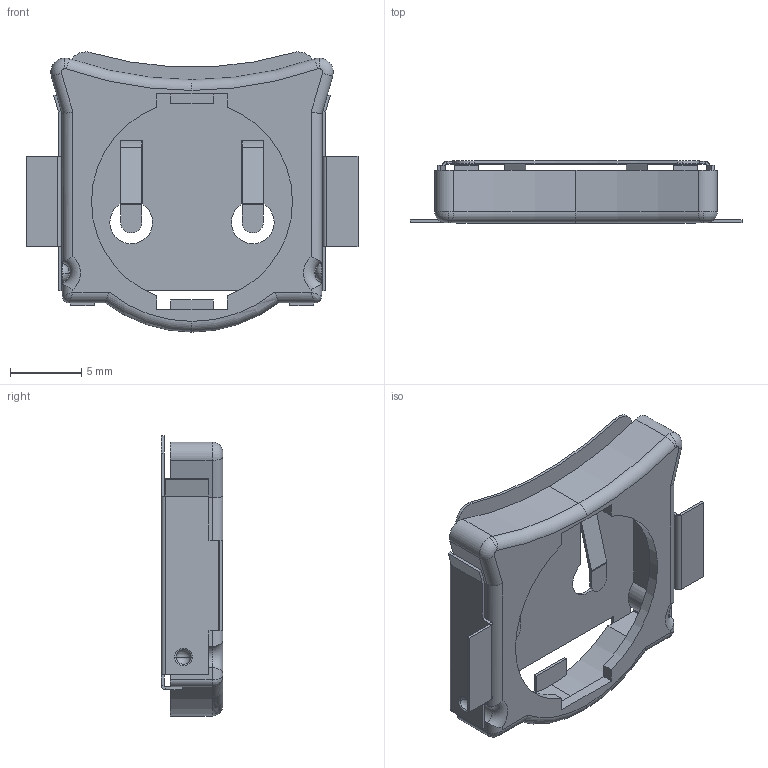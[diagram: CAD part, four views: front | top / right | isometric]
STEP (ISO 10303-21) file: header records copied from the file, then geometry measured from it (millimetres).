
FILE_DESCRIPTION (( 'STEP AP214' ), '1' );
FILE_NAME ('BHX1-1632-SM.STEP', '2020-01-09T08:42:55', ( '' ), ( '' ), 'SwSTEP 2.0', 'SolidWorks 2017', '' );
FILE_SCHEMA (( 'AUTOMOTIVE_DESIGN' ));
Length unit declared in the file: millimetre
Products named in the file (1): BHX1-1632-SM
Bounding box: 23.26 x 4.32 x 19.63 mm (x, y, z)
Volume: 345.9 mm3; surface area: 1676.1 mm2
Topology: 2 solids, 2 shells, 225 faces, 534 edges, 316 vertices
Faces by surface type: plane 136, cylinder 61, torus 18, sphere 8, bspline 2
Entity records: 6475 total; most frequent: CARTESIAN_POINT 1192, DIRECTION 1130, ORIENTED_EDGE 1064, EDGE_CURVE 532, AXIS2_PLACEMENT_3D 386, LINE 358, VECTOR 358, VERTEX_POINT 316
